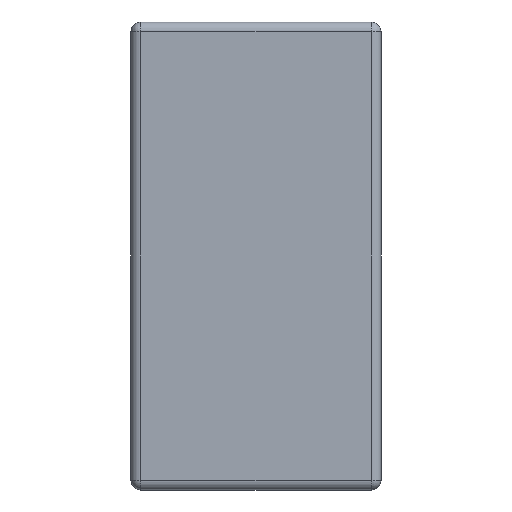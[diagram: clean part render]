
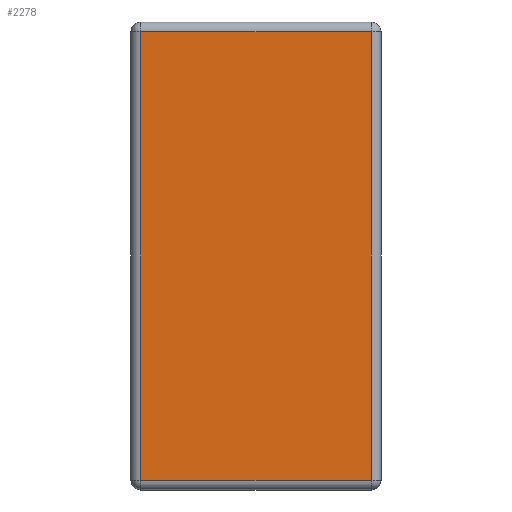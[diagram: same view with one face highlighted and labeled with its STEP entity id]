
A CAD part, left-side view. The second image highlights one B-rep face of the part: STEP entity #2278.
In plain terms, the highlighted planar face has unit normal (-1, 0, 0).
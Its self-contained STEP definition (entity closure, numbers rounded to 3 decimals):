
#172 = CARTESIAN_POINT ( 'NONE',  ( 0., 0.06, -2.84 ) ) ;
#198 = CARTESIAN_POINT ( 'NONE',  ( 0., 1.49, -2.84 ) ) ;
#295 = VERTEX_POINT ( 'NONE', #198 ) ;
#317 = AXIS2_PLACEMENT_3D ( 'NONE', #1513, #1874, #4088 ) ;
#334 = CARTESIAN_POINT ( 'NONE',  ( 0., 0.06, -0.06 ) ) ;
#394 = LINE ( 'NONE', #2800, #2314 ) ;
#515 = CARTESIAN_POINT ( 'NONE',  ( 0., 0.06, 0. ) ) ;
#722 = EDGE_CURVE ( 'NONE', #3228, #4376, #3012, .T. ) ;
#830 = PLANE ( 'NONE',  #317 ) ;
#1069 = CARTESIAN_POINT ( 'NONE',  ( 0., 1.49, -0.06 ) ) ;
#1213 = VECTOR ( 'NONE', #3309, 1000. ) ;
#1257 = ORIENTED_EDGE ( 'NONE', *, *, #722, .T. ) ;
#1444 = ORIENTED_EDGE ( 'NONE', *, *, #4028, .T. ) ;
#1513 = CARTESIAN_POINT ( 'NONE',  ( 0., 0., 0. ) ) ;
#1531 = EDGE_LOOP ( 'NONE', ( #2898, #1257, #1444, #1715 ) ) ;
#1609 = VECTOR ( 'NONE', #4614, 1000. ) ;
#1639 = VECTOR ( 'NONE', #3794, 1000. ) ;
#1715 = ORIENTED_EDGE ( 'NONE', *, *, #2477, .T. ) ;
#1835 = DIRECTION ( 'NONE',  ( 0., 1., 0. ) ) ;
#1874 = DIRECTION ( 'NONE',  ( -1., 0., 0. ) ) ;
#2213 = VERTEX_POINT ( 'NONE', #1069 ) ;
#2278 = ADVANCED_FACE ( 'NONE', ( #2971 ), #830, .T. ) ;
#2298 = EDGE_CURVE ( 'NONE', #295, #3228, #3490, .T. ) ;
#2314 = VECTOR ( 'NONE', #1835, 1000. ) ;
#2443 = CARTESIAN_POINT ( 'NONE',  ( 0., 1.49, -2.9 ) ) ;
#2477 = EDGE_CURVE ( 'NONE', #2213, #295, #2506, .T. ) ;
#2506 = LINE ( 'NONE', #2443, #1609 ) ;
#2800 = CARTESIAN_POINT ( 'NONE',  ( 0., 1.55, -0.06 ) ) ;
#2898 = ORIENTED_EDGE ( 'NONE', *, *, #2298, .T. ) ;
#2971 = FACE_OUTER_BOUND ( 'NONE', #1531, .T. ) ;
#3012 = LINE ( 'NONE', #515, #1639 ) ;
#3228 = VERTEX_POINT ( 'NONE', #172 ) ;
#3309 = DIRECTION ( 'NONE',  ( 0., -1., 0. ) ) ;
#3372 = CARTESIAN_POINT ( 'NONE',  ( 0., 0., -2.84 ) ) ;
#3490 = LINE ( 'NONE', #3372, #1213 ) ;
#3794 = DIRECTION ( 'NONE',  ( 0., 0., 1. ) ) ;
#4028 = EDGE_CURVE ( 'NONE', #4376, #2213, #394, .T. ) ;
#4088 = DIRECTION ( 'NONE',  ( 0., 0., 1. ) ) ;
#4376 = VERTEX_POINT ( 'NONE', #334 ) ;
#4614 = DIRECTION ( 'NONE',  ( 0., 0., -1. ) ) ;
